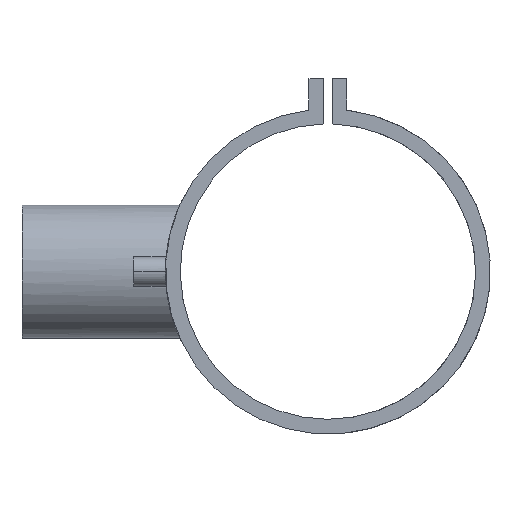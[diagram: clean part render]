
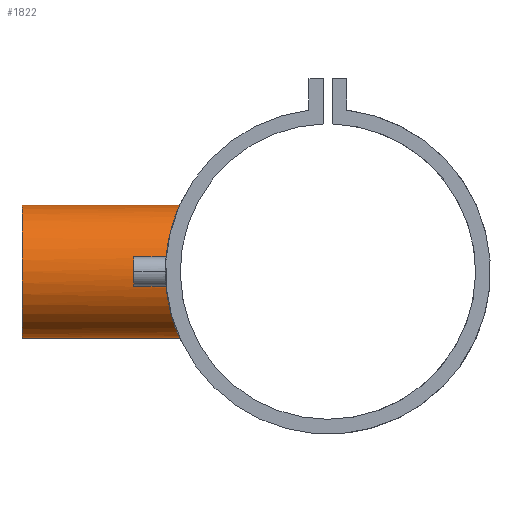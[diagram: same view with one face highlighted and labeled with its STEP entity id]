
A CAD part, left-side view. The second image highlights one B-rep face of the part: STEP entity #1822.
In plain terms, the highlighted cylindrical face has radius 31.5 mm (diameter 63 mm), a partial arc.
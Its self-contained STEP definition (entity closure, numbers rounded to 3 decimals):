
#8 = CARTESIAN_POINT ( 'NONE',  ( -19.24, 72.83, -25.025 ) ) ;
#11 = EDGE_LOOP ( 'NONE', ( #985, #1717, #1812, #1054 ) ) ;
#55 = CARTESIAN_POINT ( 'NONE',  ( 0., 70.262, -31.5 ) ) ;
#101 = B_SPLINE_CURVE_WITH_KNOTS ( 'NONE', 3,
 ( #705, #1553, #1426, #1418, #140, #433, #695, #979, #1844, #1263, #836, #1544, #1695, #1720, #711, #259, #841, #415, #1124, #988, #269, #1280, #1580, #1850, #1703, #424, #1835, #1685, #1140, #154, #548, #561, #1412, #284, #999, #1565, #275, #1434, #730, #146, #718, #1288, #1858, #572, #1152, #1715, #1007, #1573, #866, #1299, #8, #580, #443, #1017, #1405, #1764, #1730, #495, #771, #338, #740, #624, #635, #1306, #876, #55 ),
 .UNSPECIFIED., .F., .F.,
 ( 4, 2, 2, 2, 2, 2, 2, 2, 2, 2, 2, 2, 2, 2, 2, 2, 2, 2, 2, 2, 2, 2, 2, 2, 2, 2, 2, 2, 2, 2, 2, 2, 4 ),
 ( 0., 0.006, 0.009, 0.011, 0.012, 0.019, 0.022, 0.025, 0.028, 0.03, 0.031, 0.037, 0.04, 0.042, 0.044, 0.05, 0.051, 0.053, 0.056, 0.059, 0.062, 0.068, 0.072, 0.073, 0.075, 0.081, 0.082, 0.084, 0.087, 0.093, 0.095, 0.096, 0.1 ),
 .UNSPECIFIED. ) ;
#102 = VERTEX_POINT ( 'NONE', #1537 ) ;
#140 = CARTESIAN_POINT ( 'NONE',  ( -8.22, 70.734, 30.426 ) ) ;
#146 = CARTESIAN_POINT ( 'NONE',  ( -29.819, 76.327, -10.204 ) ) ;
#154 = CARTESIAN_POINT ( 'NONE',  ( -31.293, 76.915, 4.159 ) ) ;
#223 = CARTESIAN_POINT ( 'NONE',  ( 0., 145., 31.5 ) ) ;
#250 = CYLINDRICAL_SURFACE ( 'NONE', #1774, 31.5 ) ;
#259 = CARTESIAN_POINT ( 'NONE',  ( -22.993, 73.925, 21.555 ) ) ;
#269 = CARTESIAN_POINT ( 'NONE',  ( -25.873, 74.874, 17.974 ) ) ;
#275 = CARTESIAN_POINT ( 'NONE',  ( -31.086, 76.831, -5.193 ) ) ;
#284 = CARTESIAN_POINT ( 'NONE',  ( -31.436, 76.974, -2.072 ) ) ;
#338 = CARTESIAN_POINT ( 'NONE',  ( -5.692, 70.49, -30.986 ) ) ;
#415 = CARTESIAN_POINT ( 'NONE',  ( -24.648, 74.459, 19.622 ) ) ;
#424 = CARTESIAN_POINT ( 'NONE',  ( -30.269, 76.504, 8.736 ) ) ;
#433 = CARTESIAN_POINT ( 'NONE',  ( -9.712, 70.928, 29.97 ) ) ;
#435 = LINE ( 'NONE', #1315, #824 ) ;
#443 = CARTESIAN_POINT ( 'NONE',  ( -16.681, 72.214, -26.726 ) ) ;
#495 = CARTESIAN_POINT ( 'NONE',  ( -10.226, 70.978, -29.864 ) ) ;
#510 = DIRECTION ( 'NONE',  ( 0., 0., 1. ) ) ;
#548 = CARTESIAN_POINT ( 'NONE',  ( -31.499, 77., 2.099 ) ) ;
#559 = DIRECTION ( 'NONE',  ( 0., 1., 0. ) ) ;
#560 = EDGE_CURVE ( 'NONE', #1608, #1709, #101, .T. ) ;
#561 = CARTESIAN_POINT ( 'NONE',  ( -31.5, 77., -0.504 ) ) ;
#572 = CARTESIAN_POINT ( 'NONE',  ( -25.581, 74.772, -18.409 ) ) ;
#580 = CARTESIAN_POINT ( 'NONE',  ( -17.114, 72.315, -26.45 ) ) ;
#624 = CARTESIAN_POINT ( 'NONE',  ( -4.141, 70.382, -31.231 ) ) ;
#635 = CARTESIAN_POINT ( 'NONE',  ( -3.624, 70.354, -31.295 ) ) ;
#657 = CARTESIAN_POINT ( 'NONE',  ( 0., 145., 0. ) ) ;
#658 = CARTESIAN_POINT ( 'NONE',  ( 0., 70.262, 31.5 ) ) ;
#695 = CARTESIAN_POINT ( 'NONE',  ( -10.208, 70.998, 29.805 ) ) ;
#696 = CARTESIAN_POINT ( 'NONE',  ( 0., 0., 31.5 ) ) ;
#705 = CARTESIAN_POINT ( 'NONE',  ( 0., 70.262, 31.5 ) ) ;
#711 = CARTESIAN_POINT ( 'NONE',  ( -21.557, 73.491, 22.991 ) ) ;
#717 = EDGE_CURVE ( 'NONE', #102, #1467, #794, .T. ) ;
#718 = CARTESIAN_POINT ( 'NONE',  ( -29.467, 76.19, -11.181 ) ) ;
#730 = CARTESIAN_POINT ( 'NONE',  ( -30.424, 76.566, -8.227 ) ) ;
#740 = CARTESIAN_POINT ( 'NONE',  ( -5.174, 70.45, -31.077 ) ) ;
#741 = DIRECTION ( 'NONE',  ( 0., 1., 0. ) ) ;
#771 = CARTESIAN_POINT ( 'NONE',  ( -8.258, 70.716, -30.47 ) ) ;
#794 = CIRCLE ( 'NONE', #1771, 31.5 ) ;
#824 = VECTOR ( 'NONE', #741, 1000. ) ;
#836 = CARTESIAN_POINT ( 'NONE',  ( -15.842, 72.007, 27.304 ) ) ;
#841 = CARTESIAN_POINT ( 'NONE',  ( -23.676, 74.141, 20.803 ) ) ;
#866 = CARTESIAN_POINT ( 'NONE',  ( -22.611, 73.81, -21.937 ) ) ;
#876 = CARTESIAN_POINT ( 'NONE',  ( -1.037, 70.262, -31.5 ) ) ;
#966 = VECTOR ( 'NONE', #1098, 1000. ) ;
#979 = CARTESIAN_POINT ( 'NONE',  ( -11.185, 71.145, 29.452 ) ) ;
#984 = EDGE_CURVE ( 'NONE', #1608, #1467, #1540, .T. ) ;
#985 = ORIENTED_EDGE ( 'NONE', *, *, #1217, .F. ) ;
#988 = CARTESIAN_POINT ( 'NONE',  ( -25.575, 74.771, 18.396 ) ) ;
#999 = CARTESIAN_POINT ( 'NONE',  ( -31.397, 76.958, -2.599 ) ) ;
#1007 = CARTESIAN_POINT ( 'NONE',  ( -23.653, 74.136, -20.81 ) ) ;
#1017 = CARTESIAN_POINT ( 'NONE',  ( -15.796, 72.015, -27.258 ) ) ;
#1054 = ORIENTED_EDGE ( 'NONE', *, *, #717, .F. ) ;
#1098 = DIRECTION ( 'NONE',  ( 0., 1., 0. ) ) ;
#1124 = CARTESIAN_POINT ( 'NONE',  ( -24.963, 74.564, 19.219 ) ) ;
#1140 = CARTESIAN_POINT ( 'NONE',  ( -30.782, 76.709, 6.709 ) ) ;
#1152 = CARTESIAN_POINT ( 'NONE',  ( -24.97, 74.565, -19.23 ) ) ;
#1217 = EDGE_CURVE ( 'NONE', #1709, #102, #435, .T. ) ;
#1257 = CARTESIAN_POINT ( 'NONE',  ( 0., 0., 0. ) ) ;
#1263 = CARTESIAN_POINT ( 'NONE',  ( -14.042, 71.627, 28.272 ) ) ;
#1280 = CARTESIAN_POINT ( 'NONE',  ( -27.308, 75.375, 15.835 ) ) ;
#1288 = CARTESIAN_POINT ( 'NONE',  ( -28.264, 75.73, -14.062 ) ) ;
#1299 = CARTESIAN_POINT ( 'NONE',  ( -20.808, 73.266, -23.736 ) ) ;
#1306 = CARTESIAN_POINT ( 'NONE',  ( -2.073, 70.285, -31.449 ) ) ;
#1315 = CARTESIAN_POINT ( 'NONE',  ( 0., 0., -31.5 ) ) ;
#1405 = CARTESIAN_POINT ( 'NONE',  ( -15.347, 71.917, -27.513 ) ) ;
#1412 = CARTESIAN_POINT ( 'NONE',  ( -31.488, 76.995, -1.026 ) ) ;
#1418 = CARTESIAN_POINT ( 'NONE',  ( -7.215, 70.624, 30.68 ) ) ;
#1425 = FACE_OUTER_BOUND ( 'NONE', #11, .T. ) ;
#1426 = CARTESIAN_POINT ( 'NONE',  ( -4.173, 70.357, 31.291 ) ) ;
#1434 = CARTESIAN_POINT ( 'NONE',  ( -30.678, 76.667, -7.224 ) ) ;
#1467 = VERTEX_POINT ( 'NONE', #223 ) ;
#1537 = CARTESIAN_POINT ( 'NONE',  ( 0., 145., -31.5 ) ) ;
#1540 = LINE ( 'NONE', #696, #966 ) ;
#1544 = CARTESIAN_POINT ( 'NONE',  ( -18.396, 72.626, 25.591 ) ) ;
#1553 = CARTESIAN_POINT ( 'NONE',  ( -2.107, 70.262, 31.5 ) ) ;
#1565 = CARTESIAN_POINT ( 'NONE',  ( -31.241, 76.894, -4.164 ) ) ;
#1573 = CARTESIAN_POINT ( 'NONE',  ( -22.964, 73.919, -21.568 ) ) ;
#1580 = CARTESIAN_POINT ( 'NONE',  ( -28.276, 75.735, 14.033 ) ) ;
#1607 = CARTESIAN_POINT ( 'NONE',  ( 0., 70.262, -31.5 ) ) ;
#1608 = VERTEX_POINT ( 'NONE', #658 ) ;
#1685 = CARTESIAN_POINT ( 'NONE',  ( -30.666, 76.663, 7.217 ) ) ;
#1695 = CARTESIAN_POINT ( 'NONE',  ( -19.225, 72.841, 24.974 ) ) ;
#1703 = CARTESIAN_POINT ( 'NONE',  ( -29.812, 76.325, 10.226 ) ) ;
#1709 = VERTEX_POINT ( 'NONE', #1607 ) ;
#1715 = CARTESIAN_POINT ( 'NONE',  ( -23.99, 74.244, -20.42 ) ) ;
#1717 = ORIENTED_EDGE ( 'NONE', *, *, #560, .F. ) ;
#1720 = CARTESIAN_POINT ( 'NONE',  ( -20.804, 73.273, 23.675 ) ) ;
#1730 = CARTESIAN_POINT ( 'NONE',  ( -13.062, 71.46, -28.683 ) ) ;
#1764 = CARTESIAN_POINT ( 'NONE',  ( -13.987, 71.635, -28.243 ) ) ;
#1771 = AXIS2_PLACEMENT_3D ( 'NONE', #657, #1795, #510 ) ;
#1774 = AXIS2_PLACEMENT_3D ( 'NONE', #1257, #559, #1857 ) ;
#1795 = DIRECTION ( 'NONE',  ( 0., 1., 0. ) ) ;
#1812 = ORIENTED_EDGE ( 'NONE', *, *, #984, .T. ) ;
#1822 = ADVANCED_FACE ( 'NONE', ( #1425 ), #250, .T. ) ;
#1835 = CARTESIAN_POINT ( 'NONE',  ( -30.41, 76.56, 8.232 ) ) ;
#1844 = CARTESIAN_POINT ( 'NONE',  ( -11.666, 71.222, 29.265 ) ) ;
#1850 = CARTESIAN_POINT ( 'NONE',  ( -29.461, 76.188, 11.195 ) ) ;
#1857 = DIRECTION ( 'NONE',  ( 0., 0., 1. ) ) ;
#1858 = CARTESIAN_POINT ( 'NONE',  ( -27.289, 75.368, -15.865 ) ) ;
